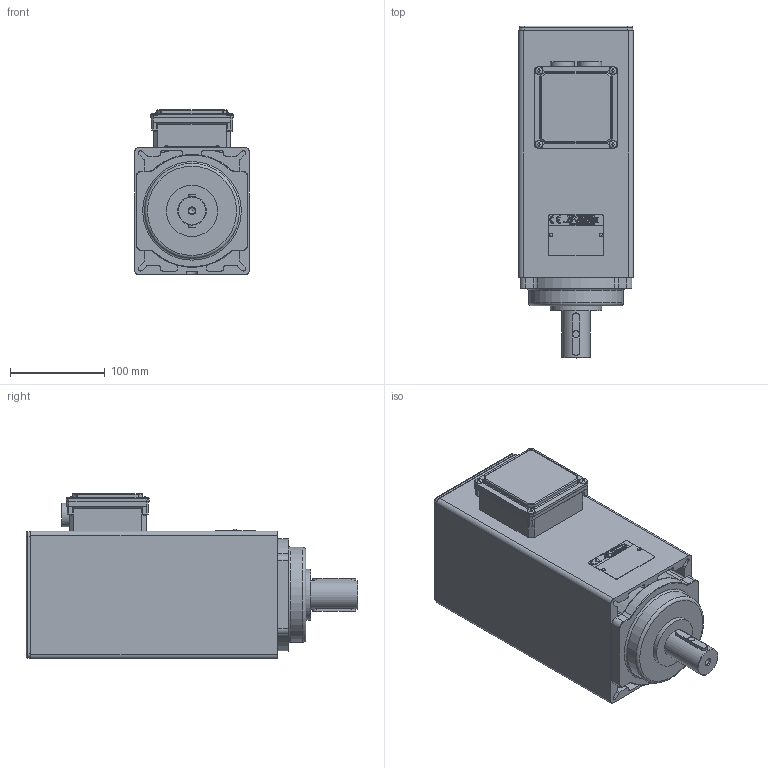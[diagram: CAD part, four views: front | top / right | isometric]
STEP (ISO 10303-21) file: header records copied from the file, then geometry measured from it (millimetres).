
FILE_DESCRIPTION(/* description */ ('Alibre Inc.'),/* implementation_level */ '2;1');
FILE_NAME(/* name */ 'export-2CD99648-B680-4D1D-B766-6DCB704709A2',/* time_stamp */ '2024-06-06T15:51:45+02:00',/* author */ (''),/* organization */ (''),/* preprocessor_version */ 'ST-DEVELOPER v17',/* originating_system */ 'Alibre',/* authorisation */ '');
FILE_SCHEMA (('AUTOMOTIVE_DESIGN'));
Length unit declared in the file: millimetre
Products named in the file (1): STEP_COM60670002
Bounding box: 120.8 x 350 x 173.75 mm (x, y, z)
Volume: 4392715.5 mm3; surface area: 328143 mm2
Topology: 1 solids, 15 shells, 1688 faces, 4425 edges, 2872 vertices
Faces by surface type: plane 1276, cylinder 291, bspline 46, cone 35, torus 26, sphere 14
Full cylindrical faces by diameter (mm): 2.49 x4, 2.5 x2, 3.141 x2, 3.242 x4, 3.714 x1, 4 x10, 4.5 x2, 4.7 x1, 6.8 x2, 7 x2, 7.5 x2, 8.2 x4, 8.376 x4, 8.5 x4, 18.376 x2, 25 x2, 30 x1, 39.5 x1, 48 x1, 54 x1, 100 x1
Entity records: 55665 total; most frequent: CARTESIAN_POINT 15677, ORIENTED_EDGE 8824, DIRECTION 5835, EDGE_CURVE 4412, VERTEX_POINT 2872, VECTOR 2545, LINE 2545, AXIS2_PLACEMENT_3D 2296
